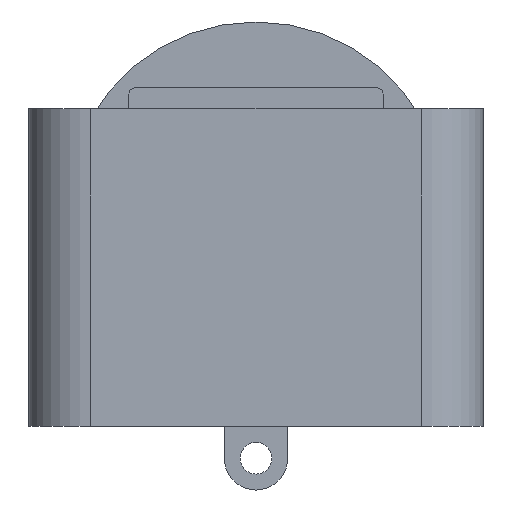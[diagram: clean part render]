
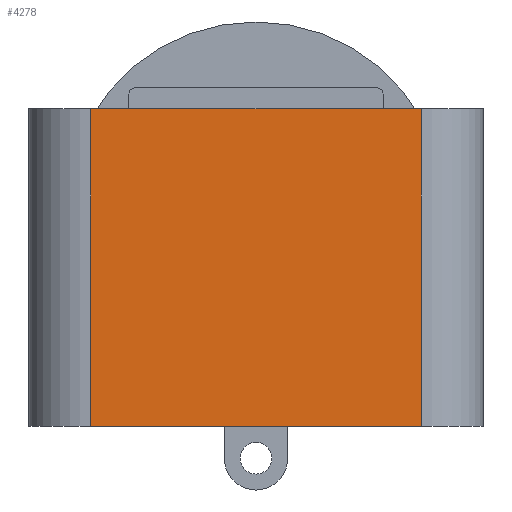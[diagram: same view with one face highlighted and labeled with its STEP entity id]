
A CAD part, front view. The second image highlights one B-rep face of the part: STEP entity #4278.
In plain terms, the highlighted planar face has unit normal (0, -1, 0).
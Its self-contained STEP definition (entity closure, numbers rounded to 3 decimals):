
#66 = CARTESIAN_POINT ( 'NONE',  ( -10.74, -37.94, 0. ) ) ;
#277 = FACE_OUTER_BOUND ( 'NONE', #3367, .T. ) ;
#589 = LINE ( 'NONE', #66, #5035 ) ;
#680 = VECTOR ( 'NONE', #5494, 1000. ) ;
#872 = VERTEX_POINT ( 'NONE', #2996 ) ;
#1112 = ORIENTED_EDGE ( 'NONE', *, *, #2418, .F. ) ;
#1245 = VERTEX_POINT ( 'NONE', #1684 ) ;
#1501 = VERTEX_POINT ( 'NONE', #1711 ) ;
#1509 = DIRECTION ( 'NONE',  ( 1., 0., 0. ) ) ;
#1577 = EDGE_CURVE ( 'NONE', #3977, #1501, #589, .T. ) ;
#1639 = DIRECTION ( 'NONE',  ( 0., 1., 0. ) ) ;
#1684 = CARTESIAN_POINT ( 'NONE',  ( 7.8, -37.94, 15. ) ) ;
#1711 = CARTESIAN_POINT ( 'NONE',  ( 7.8, -37.94, 0. ) ) ;
#1765 = CARTESIAN_POINT ( 'NONE',  ( -7.8, -37.94, 0. ) ) ;
#1845 = CARTESIAN_POINT ( 'NONE',  ( 7.8, -37.94, 0. ) ) ;
#1877 = LINE ( 'NONE', #1845, #680 ) ;
#1964 = EDGE_CURVE ( 'NONE', #3977, #872, #3092, .T. ) ;
#2091 = PLANE ( 'NONE',  #5543 ) ;
#2219 = CARTESIAN_POINT ( 'NONE',  ( -7.8, -37.94, 0. ) ) ;
#2374 = DIRECTION ( 'NONE',  ( 1., 0., 0. ) ) ;
#2418 = EDGE_CURVE ( 'NONE', #872, #1245, #5241, .T. ) ;
#2610 = DIRECTION ( 'NONE',  ( 0., 0., 1. ) ) ;
#2617 = ORIENTED_EDGE ( 'NONE', *, *, #3369, .F. ) ;
#2996 = CARTESIAN_POINT ( 'NONE',  ( -7.8, -37.94, 15. ) ) ;
#3092 = LINE ( 'NONE', #1765, #4092 ) ;
#3367 = EDGE_LOOP ( 'NONE', ( #5624, #4633, #2617, #1112 ) ) ;
#3369 = EDGE_CURVE ( 'NONE', #1245, #1501, #1877, .T. ) ;
#3430 = VECTOR ( 'NONE', #1509, 1000. ) ;
#3977 = VERTEX_POINT ( 'NONE', #2219 ) ;
#4092 = VECTOR ( 'NONE', #2610, 1000. ) ;
#4142 = DIRECTION ( 'NONE',  ( 0., 0., -1. ) ) ;
#4256 = CARTESIAN_POINT ( 'NONE',  ( -10.74, -37.94, 15. ) ) ;
#4278 = ADVANCED_FACE ( 'NONE', ( #277 ), #2091, .F. ) ;
#4633 = ORIENTED_EDGE ( 'NONE', *, *, #1577, .T. ) ;
#5035 = VECTOR ( 'NONE', #2374, 1000. ) ;
#5241 = LINE ( 'NONE', #4256, #3430 ) ;
#5494 = DIRECTION ( 'NONE',  ( 0., 0., -1. ) ) ;
#5543 = AXIS2_PLACEMENT_3D ( 'NONE', #5731, #1639, #4142 ) ;
#5624 = ORIENTED_EDGE ( 'NONE', *, *, #1964, .F. ) ;
#5731 = CARTESIAN_POINT ( 'NONE',  ( 0., -37.94, 0. ) ) ;
